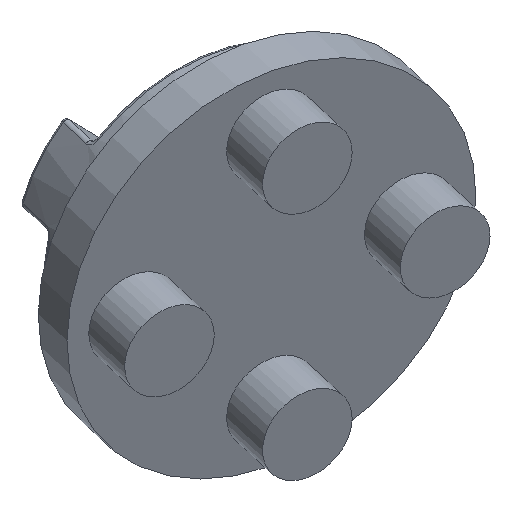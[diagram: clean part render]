
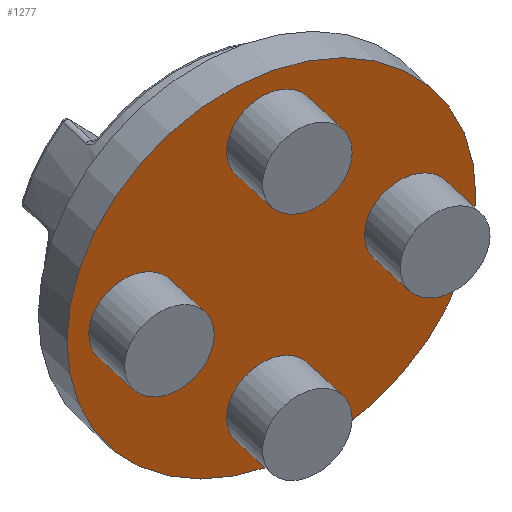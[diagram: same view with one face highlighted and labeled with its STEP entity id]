
A CAD part, left-side view. The second image highlights one B-rep face of the part: STEP entity #1277.
In plain terms, the highlighted planar face has unit normal (-0.695, -0.53, -0.486).
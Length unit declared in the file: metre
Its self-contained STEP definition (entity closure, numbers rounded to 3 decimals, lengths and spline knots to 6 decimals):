
#103=FACE_BOUND('',#238,.T.);
#104=FACE_BOUND('',#239,.T.);
#105=FACE_BOUND('',#240,.T.);
#106=FACE_BOUND('',#241,.T.);
#112=PLANE('',#1416);
#139=FACE_OUTER_BOUND('',#237,.T.);
#237=EDGE_LOOP('',(#947));
#238=EDGE_LOOP('',(#948));
#239=EDGE_LOOP('',(#949));
#240=EDGE_LOOP('',(#950));
#241=EDGE_LOOP('',(#951));
#472=CIRCLE('',#1415,0.0089);
#473=CIRCLE('',#1417,0.00195);
#474=CIRCLE('',#1418,0.00195);
#475=CIRCLE('',#1419,0.00195);
#476=CIRCLE('',#1420,0.00195);
#613=VERTEX_POINT('',#2202);
#614=VERTEX_POINT('',#2206);
#615=VERTEX_POINT('',#2208);
#616=VERTEX_POINT('',#2210);
#617=VERTEX_POINT('',#2212);
#732=EDGE_CURVE('',#613,#613,#472,.T.);
#733=EDGE_CURVE('',#614,#614,#473,.F.);
#734=EDGE_CURVE('',#615,#615,#474,.F.);
#735=EDGE_CURVE('',#616,#616,#475,.F.);
#736=EDGE_CURVE('',#617,#617,#476,.T.);
#947=ORIENTED_EDGE('',*,*,#732,.F.);
#948=ORIENTED_EDGE('',*,*,#733,.F.);
#949=ORIENTED_EDGE('',*,*,#734,.F.);
#950=ORIENTED_EDGE('',*,*,#735,.F.);
#951=ORIENTED_EDGE('',*,*,#736,.F.);
#1277=ADVANCED_FACE('',(#139,#103,#104,#105,#106),#112,.F.);
#1415=AXIS2_PLACEMENT_3D('',#2204,#1691,#1692);
#1416=AXIS2_PLACEMENT_3D('',#2205,#1693,#1694);
#1417=AXIS2_PLACEMENT_3D('',#2207,#1695,#1696);
#1418=AXIS2_PLACEMENT_3D('',#2209,#1697,#1698);
#1419=AXIS2_PLACEMENT_3D('',#2211,#1699,#1700);
#1420=AXIS2_PLACEMENT_3D('',#2213,#1701,#1702);
#1691=DIRECTION('center_axis',(0.695,0.53,0.486));
#1692=DIRECTION('ref_axis',(-0.607,0.795,0.));
#1693=DIRECTION('center_axis',(0.695,0.53,0.486));
#1694=DIRECTION('ref_axis',(-0.607,0.795,0.));
#1695=DIRECTION('center_axis',(0.695,0.53,0.486));
#1696=DIRECTION('ref_axis',(-0.607,0.795,0.));
#1697=DIRECTION('center_axis',(0.695,0.53,0.486));
#1698=DIRECTION('ref_axis',(-0.607,0.795,0.));
#1699=DIRECTION('center_axis',(0.695,0.53,0.486));
#1700=DIRECTION('ref_axis',(-0.607,0.795,0.));
#1701=DIRECTION('center_axis',(-0.695,-0.53,-0.486));
#1702=DIRECTION('ref_axis',(0.607,-0.795,0.));
#2202=CARTESIAN_POINT('',(0.05991,0.061858,0.023867));
#2204=CARTESIAN_POINT('Origin',(0.054512,0.068935,0.023867));
#2205=CARTESIAN_POINT('Origin',(0.05258,0.072708,0.022514));
#2206=CARTESIAN_POINT('',(0.058299,0.062296,0.025691));
#2207=CARTESIAN_POINT('Origin',(0.057116,0.063846,0.025691));
#2208=CARTESIAN_POINT('',(0.059136,0.067384,0.018952));
#2209=CARTESIAN_POINT('Origin',(0.057953,0.068935,0.018952));
#2210=CARTESIAN_POINT('',(0.05309,0.072472,0.022043));
#2211=CARTESIAN_POINT('Origin',(0.051907,0.074023,0.022043));
#2212=CARTESIAN_POINT('',(0.052253,0.067384,0.028782));
#2213=CARTESIAN_POINT('Origin',(0.05107,0.068935,0.028782));
